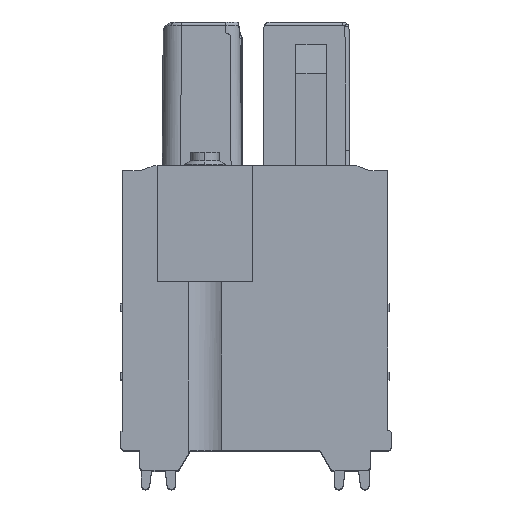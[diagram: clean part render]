
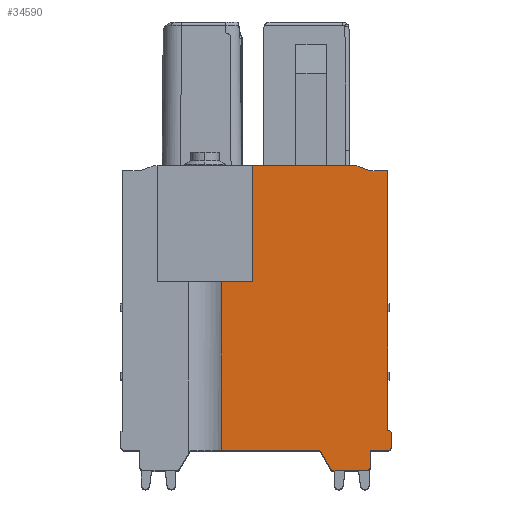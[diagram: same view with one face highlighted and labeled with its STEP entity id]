
A CAD part, top view. The second image highlights one B-rep face of the part: STEP entity #34590.
In plain terms, the highlighted planar face has unit normal (0, 0, 1).
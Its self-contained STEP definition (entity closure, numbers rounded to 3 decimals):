
#10085=DIRECTION('',(0.,-1.,0.));
#10086=VECTOR('',#10085,5.7);
#10087=CARTESIAN_POINT('',(6.4,14.,9.15));
#10088=LINE('',#10087,#10086);
#10097=DIRECTION('',(1.,0.,0.));
#10098=VECTOR('',#10097,1.521);
#10099=CARTESIAN_POINT('',(4.879,8.3,9.15));
#10100=LINE('',#10099,#10098);
#10101=DIRECTION('',(1.,0.,0.));
#10102=VECTOR('',#10101,5.06);
#10103=CARTESIAN_POINT('',(6.4,14.,9.15));
#10104=LINE('',#10103,#10102);
#10105=DIRECTION('',(0.94,-0.342,0.));
#10106=VECTOR('',#10105,0.731);
#10107=CARTESIAN_POINT('',(11.46,14.,9.15));
#10108=LINE('',#10107,#10106);
#10109=DIRECTION('',(1.,0.,0.));
#10110=VECTOR('',#10109,0.873);
#10111=CARTESIAN_POINT('',(12.147,13.75,9.15));
#10112=LINE('',#10111,#10110);
#10113=DIRECTION('',(0.,-1.,0.));
#10114=VECTOR('',#10113,12.749);
#10115=CARTESIAN_POINT('',(13.02,13.75,9.15));
#10116=LINE('',#10115,#10114);
#10117=DIRECTION('',(0.966,-0.259,0.));
#10118=VECTOR('',#10117,0.043);
#10119=CARTESIAN_POINT('',(13.02,1.001,9.15));
#10120=LINE('',#10119,#10118);
#10121=CARTESIAN_POINT('',(13.01,0.797,9.15));
#10122=DIRECTION('',(0.,0.,-1.));
#10123=DIRECTION('',(0.259,0.966,0.));
#10124=AXIS2_PLACEMENT_3D('',#10121,#10122,#10123);
#10126=DIRECTION('',(0.,-1.,0.));
#10127=VECTOR('',#10126,0.597);
#10128=CARTESIAN_POINT('',(13.21,0.797,9.15));
#10129=LINE('',#10128,#10127);
#10130=CARTESIAN_POINT('',(13.01,0.2,9.15));
#10131=DIRECTION('',(0.,0.,-1.));
#10132=DIRECTION('',(1.,0.,0.));
#10133=AXIS2_PLACEMENT_3D('',#10130,#10131,#10132);
#10135=DIRECTION('',(-1.,0.,0.));
#10136=VECTOR('',#10135,0.84);
#10137=CARTESIAN_POINT('',(13.01,0.,9.15));
#10138=LINE('',#10137,#10136);
#10139=DIRECTION('',(0.,-1.,0.));
#10140=VECTOR('',#10139,0.8);
#10141=CARTESIAN_POINT('',(12.17,0.,9.15));
#10142=LINE('',#10141,#10140);
#10143=CARTESIAN_POINT('',(11.97,-0.8,9.15));
#10144=DIRECTION('',(0.,0.,-1.));
#10145=DIRECTION('',(1.,0.,0.));
#10146=AXIS2_PLACEMENT_3D('',#10143,#10144,#10145);
#10148=DIRECTION('',(-1.,0.,0.));
#10149=VECTOR('',#10148,1.585);
#10150=CARTESIAN_POINT('',(11.97,-1.,9.15));
#10151=LINE('',#10150,#10149);
#10152=CARTESIAN_POINT('',(10.385,-0.8,9.15));
#10153=DIRECTION('',(0.,0.,-1.));
#10154=DIRECTION('',(0.,-1.,0.));
#10155=AXIS2_PLACEMENT_3D('',#10152,#10153,#10154);
#10157=DIRECTION('',(-0.5,0.866,0.));
#10158=VECTOR('',#10157,1.039);
#10159=CARTESIAN_POINT('',(10.212,-0.9,9.15));
#10160=LINE('',#10159,#10158);
#10161=DIRECTION('',(-1.,0.,0.));
#10162=VECTOR('',#10161,4.813);
#10163=CARTESIAN_POINT('',(9.693,0.,9.15));
#10164=LINE('',#10163,#10162);
#10169=DIRECTION('',(0.,-1.,0.));
#10170=VECTOR('',#10169,8.3);
#10171=CARTESIAN_POINT('',(4.879,8.3,9.15));
#10172=LINE('',#10171,#10170);
#18597=CARTESIAN_POINT('',(6.4,14.,9.15));
#18598=CARTESIAN_POINT('',(11.46,14.,9.15));
#18599=VERTEX_POINT('',#18597);
#18600=VERTEX_POINT('',#18598);
#18740=CARTESIAN_POINT('',(4.879,8.3,9.15));
#18741=VERTEX_POINT('',#18740);
#18742=CARTESIAN_POINT('',(4.879,0.,9.15));
#18743=VERTEX_POINT('',#18742);
#18754=CARTESIAN_POINT('',(6.4,8.3,9.15));
#18755=VERTEX_POINT('',#18754);
#18756=CARTESIAN_POINT('',(12.147,13.75,9.15));
#18757=VERTEX_POINT('',#18756);
#18758=CARTESIAN_POINT('',(13.02,13.75,9.15));
#18759=VERTEX_POINT('',#18758);
#18760=CARTESIAN_POINT('',(13.02,1.001,9.15));
#18761=VERTEX_POINT('',#18760);
#18762=CARTESIAN_POINT('',(13.062,0.99,9.15));
#18763=VERTEX_POINT('',#18762);
#18764=CARTESIAN_POINT('',(13.21,0.797,9.15));
#18765=VERTEX_POINT('',#18764);
#18766=CARTESIAN_POINT('',(13.21,0.2,9.15));
#18767=VERTEX_POINT('',#18766);
#18768=CARTESIAN_POINT('',(13.01,0.,9.15));
#18769=VERTEX_POINT('',#18768);
#18770=CARTESIAN_POINT('',(12.17,0.,9.15));
#18771=VERTEX_POINT('',#18770);
#18772=CARTESIAN_POINT('',(12.17,-0.8,9.15));
#18773=VERTEX_POINT('',#18772);
#18774=CARTESIAN_POINT('',(11.97,-1.,9.15));
#18775=VERTEX_POINT('',#18774);
#18776=CARTESIAN_POINT('',(10.385,-1.,9.15));
#18777=VERTEX_POINT('',#18776);
#18778=CARTESIAN_POINT('',(10.212,-0.9,9.15));
#18779=VERTEX_POINT('',#18778);
#18780=CARTESIAN_POINT('',(9.693,0.,9.15));
#18781=VERTEX_POINT('',#18780);
#34558=CARTESIAN_POINT('',(9.045,6.5,9.15));
#34559=DIRECTION('',(0.,0.,1.));
#34560=DIRECTION('',(1.,0.,0.));
#34561=AXIS2_PLACEMENT_3D('',#34558,#34559,#34560);
#34562=PLANE('',#34561);
#34564=ORIENTED_EDGE('',*,*,#34563,.F.);
#34566=ORIENTED_EDGE('',*,*,#34565,.T.);
#34567=ORIENTED_EDGE('',*,*,#34549,.F.);
#34568=ORIENTED_EDGE('',*,*,#21731,.T.);
#34569=ORIENTED_EDGE('',*,*,#28149,.T.);
#34570=ORIENTED_EDGE('',*,*,#28176,.T.);
#34571=ORIENTED_EDGE('',*,*,#28308,.T.);
#34572=ORIENTED_EDGE('',*,*,#29305,.T.);
#34573=ORIENTED_EDGE('',*,*,#29320,.T.);
#34574=ORIENTED_EDGE('',*,*,#29335,.T.);
#34575=ORIENTED_EDGE('',*,*,#29350,.T.);
#34576=ORIENTED_EDGE('',*,*,#29369,.T.);
#34578=ORIENTED_EDGE('',*,*,#34577,.T.);
#34580=ORIENTED_EDGE('',*,*,#34579,.T.);
#34582=ORIENTED_EDGE('',*,*,#34581,.T.);
#34584=ORIENTED_EDGE('',*,*,#34583,.T.);
#34586=ORIENTED_EDGE('',*,*,#34585,.T.);
#34587=ORIENTED_EDGE('',*,*,#29569,.T.);
#34588=EDGE_LOOP('',(#34564,#34566,#34567,#34568,#34569,#34570,#34571,#34572,
#34573,#34574,#34575,#34576,#34578,#34580,#34582,#34584,#34586,#34587));
#34589=FACE_OUTER_BOUND('',#34588,.F.);
#34590=ADVANCED_FACE('',(#34589),#34562,.T.);
#10125=CIRCLE('',#10124,0.2);
#10134=CIRCLE('',#10133,0.2);
#10147=CIRCLE('',#10146,0.2);
#10156=CIRCLE('',#10155,0.2);
#21731=EDGE_CURVE('',#18599,#18600,#10104,.T.);
#28149=EDGE_CURVE('',#18600,#18757,#10108,.T.);
#28176=EDGE_CURVE('',#18757,#18759,#10112,.T.);
#28308=EDGE_CURVE('',#18759,#18761,#10116,.T.);
#29305=EDGE_CURVE('',#18761,#18763,#10120,.T.);
#29320=EDGE_CURVE('',#18763,#18765,#10125,.T.);
#29335=EDGE_CURVE('',#18765,#18767,#10129,.T.);
#29350=EDGE_CURVE('',#18767,#18769,#10134,.T.);
#29369=EDGE_CURVE('',#18769,#18771,#10138,.T.);
#29569=EDGE_CURVE('',#18781,#18743,#10164,.T.);
#34549=EDGE_CURVE('',#18599,#18755,#10088,.T.);
#34563=EDGE_CURVE('',#18741,#18743,#10172,.T.);
#34565=EDGE_CURVE('',#18741,#18755,#10100,.T.);
#34577=EDGE_CURVE('',#18771,#18773,#10142,.T.);
#34579=EDGE_CURVE('',#18773,#18775,#10147,.T.);
#34581=EDGE_CURVE('',#18775,#18777,#10151,.T.);
#34583=EDGE_CURVE('',#18777,#18779,#10156,.T.);
#34585=EDGE_CURVE('',#18779,#18781,#10160,.T.);
